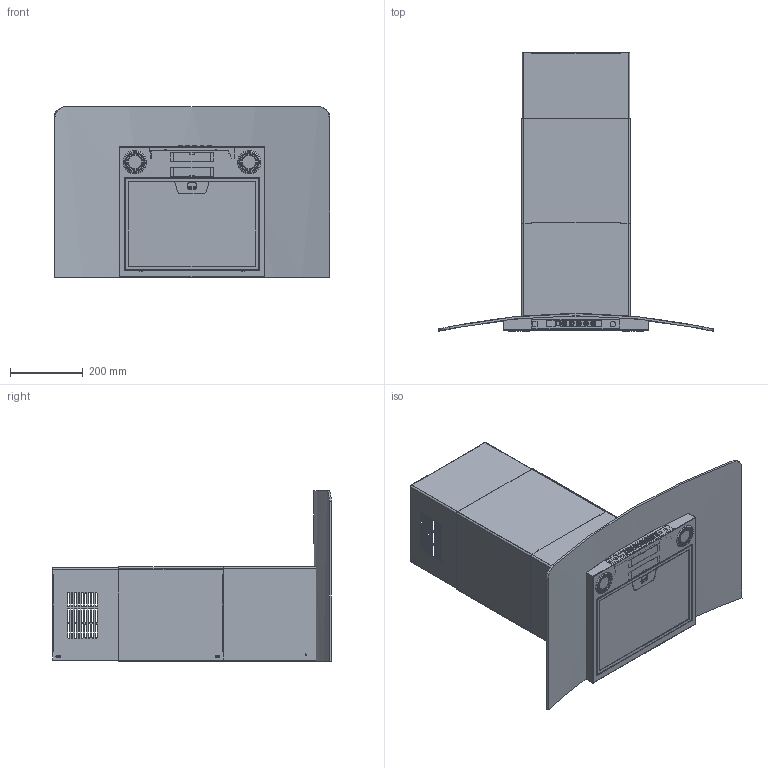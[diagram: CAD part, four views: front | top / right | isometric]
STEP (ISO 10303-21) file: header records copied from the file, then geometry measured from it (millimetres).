
FILE_DESCRIPTION((''),'2;1');
FILE_NAME('AN6_755_ASM_ASM','2016-02-19T',('MN049'),(''),'PRO/ENGINEER BY PARAMETRIC TECHNOLOGY CORPORATION, 2014200','PRO/ENGINEER BY PARAMETRIC TECHNOLOGY CORPORATION, 2014200','');
FILE_SCHEMA(('CONFIG_CONTROL_DESIGN'));
Length unit declared in the file: millimetre
Products named in the file (25): AN6_053_75; AP9_026_2; AN6_048_10; AP9_065_6; K37_014_18; AN6_753_ASM_67_ASM; AN6_054_8; MANIFOLD_SOLID_BREP_91488; MANIFOLD_SOLID_BREP_92874; MANIFOLD_SOLID_BREP_93217; MANIFOLD_SOLID_BREP_93438; MANIFOLD_SOLID_BREP_94754; CME_057_47_ASM; CME_705_AF0_ASM_38_ASM; CME_705_AF1_ASM_38_ASM; CWA_000B_93; CWA_400I_87; AN6_716_ASM_2_ASM; FIA_509_5; K37_015_41; K37_016_28; K37_711_ASM_31_ASM; AN6_723_ASM_135_ASM; AN6_755_ASM_1_ASM; AN6_755_ASM_ASM
Assembly tree (27 placements, depth 6):
  AN6_755_ASM_ASM
    AN6_755_ASM_1_ASM
      AN6_723_ASM_135_ASM
        AN6_753_ASM_67_ASM
          AN6_053_75
          AP9_026_2  x2
          AN6_048_10
          AP9_065_6  x2
          K37_014_18
        AN6_054_8
        CME_705_AF0_ASM_38_ASM
          CME_057_47_ASM
            MANIFOLD_SOLID_BREP_91488
            MANIFOLD_SOLID_BREP_92874
            MANIFOLD_SOLID_BREP_93217
            MANIFOLD_SOLID_BREP_93438
            MANIFOLD_SOLID_BREP_94754
        CME_705_AF1_ASM_38_ASM
          CME_057_47_ASM
            MANIFOLD_SOLID_BREP_91488
            MANIFOLD_SOLID_BREP_92874
            MANIFOLD_SOLID_BREP_93217
            MANIFOLD_SOLID_BREP_93438
            MANIFOLD_SOLID_BREP_94754
        AN6_716_ASM_2_ASM
          CWA_000B_93
          CWA_400I_87
        FIA_509_5
        K37_711_ASM_31_ASM
          K37_015_41
          K37_016_28
Bounding box: 760 x 768.1 x 470 mm (x, y, z)
Volume: 2674994.8 mm3; surface area: 2921380.8 mm2
Topology: 23 solids, 26 shells, 4554 faces, 11986 edges, 7615 vertices
Faces by surface type: plane 2856, cylinder 1086, bspline 204, torus 197, cone 163, sphere 32, extrusion 16
Entity records: 144834 total; most frequent: CARTESIAN_POINT 40852, ORIENTED_EDGE 22042, DIRECTION 20550, EDGE_CURVE 11086, VECTOR 7858, LINE 7842, VERTEX_POINT 7057, AXIS2_PLACEMENT_3D 6346
